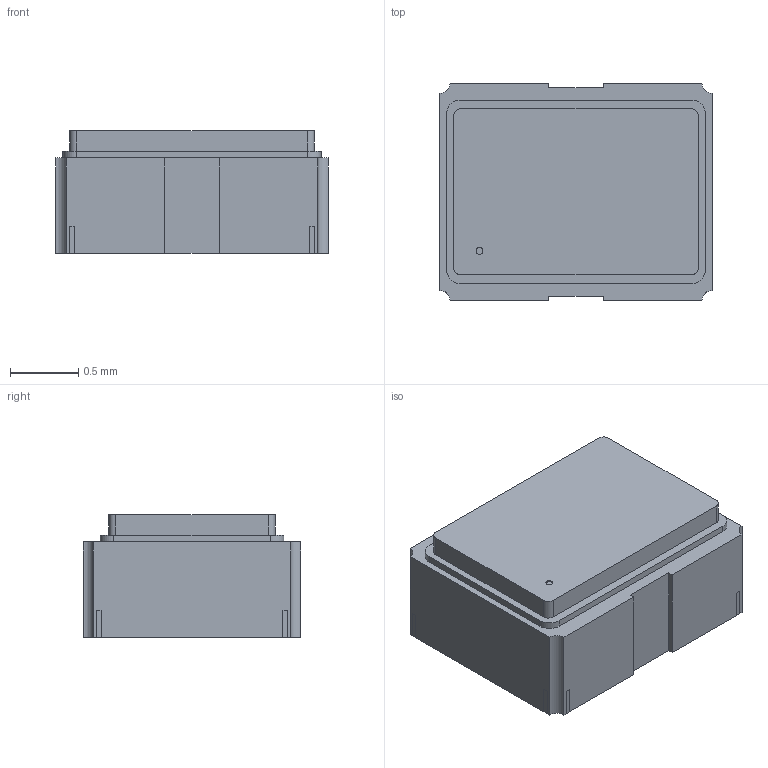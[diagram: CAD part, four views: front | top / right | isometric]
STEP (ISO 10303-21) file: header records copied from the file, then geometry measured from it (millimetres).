
FILE_DESCRIPTION(('FreeCAD Model'),'2;1');
FILE_NAME('XTALDFN200X160X80-4.step', '2021-04-01T22:33:25',('kicad StepUp'),('ksu MCAD'), 'Open CASCADE STEP processor 7.2','FreeCAD','Unknown');
FILE_SCHEMA(('AUTOMOTIVE_DESIGN { 1 0 10303 214 1 1 1 1 }'));
Length unit declared in the file: millimetre
Products named in the file (1): XTALDFN200X160X80-4
Bounding box: 2 x 1.6 x 0.9 mm (x, y, z)
Volume: 2.7 mm3; surface area: 24 mm2
Topology: 6 solids, 6 shells, 130 faces, 348 edges, 232 vertices
Faces by surface type: plane 84, cylinder 46
Entity records: 4979 total; most frequent: CARTESIAN_POINT 711, DIRECTION 702, ORIENTED_EDGE 696, EDGE_CURVE 348, LINE 256, VECTOR 256, VERTEX_POINT 232, AXIS2_PLACEMENT_3D 223
